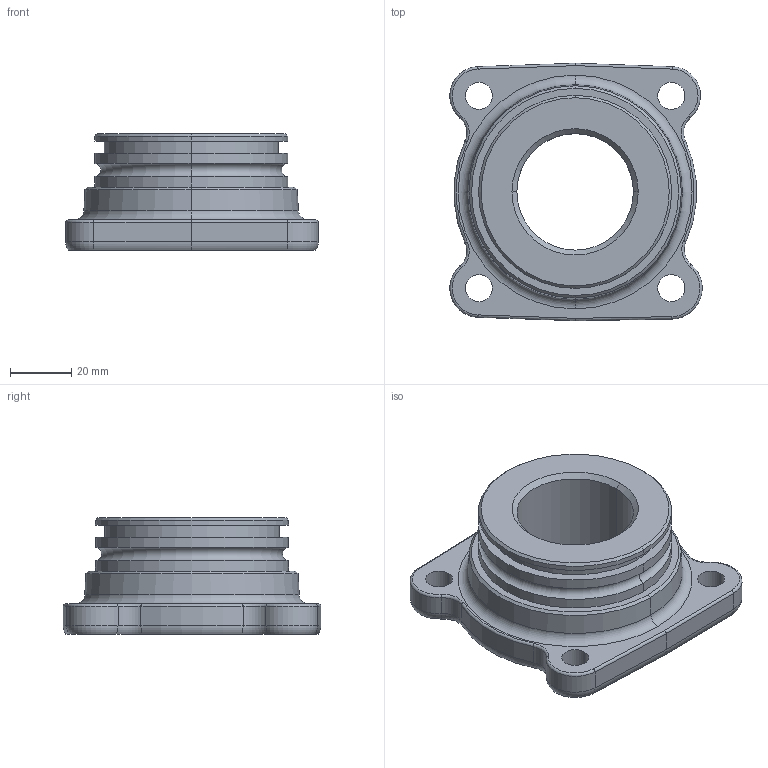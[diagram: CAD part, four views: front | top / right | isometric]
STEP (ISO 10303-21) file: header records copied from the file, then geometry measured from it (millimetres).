
FILE_DESCRIPTION((''),'2;1');
FILE_NAME('B42731','2013-04-30T',('cknei'),(''),'PRO/ENGINEER BY PARAMETRIC TECHNOLOGY CORPORATION, 2011180','PRO/ENGINEER BY PARAMETRIC TECHNOLOGY CORPORATION, 2011180','');
FILE_SCHEMA(('CONFIG_CONTROL_DESIGN'));
Length unit declared in the file: inch
Products named in the file (1): B42731
Bounding box: 82.51 x 84.15 x 38.1 mm (x, y, z)
Volume: 109232.3 mm3; surface area: 24985.6 mm2
Topology: 1 solids, 1 shells, 80 faces, 180 edges, 106 vertices
Faces by surface type: cylinder 36, torus 23, plane 10, cone 10, bspline 1
Entity records: 2332 total; most frequent: DIRECTION 452, CARTESIAN_POINT 404, ORIENTED_EDGE 360, AXIS2_PLACEMENT_3D 197, EDGE_CURVE 180, CIRCLE 118, VERTEX_POINT 106, EDGE_LOOP 94
